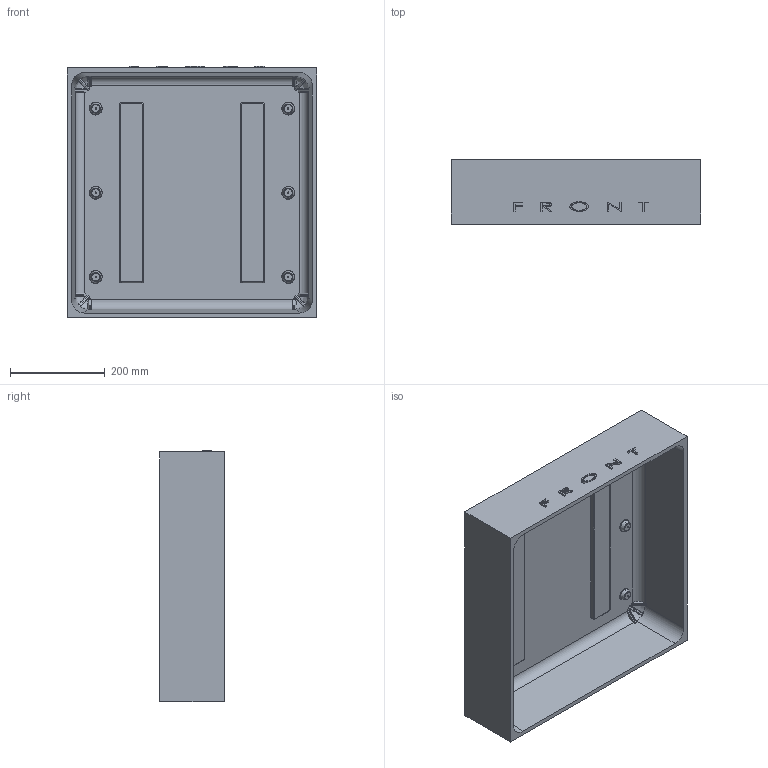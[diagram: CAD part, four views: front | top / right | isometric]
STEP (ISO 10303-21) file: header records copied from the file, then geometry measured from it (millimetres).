
FILE_DESCRIPTION (( 'STEP AP203' ), '1' );
FILE_NAME ('cube 20 lid- 0350 -931-110 REV PR.STEP', '2005-05-05T21:07:47', ( ' ' ), ( ' ' ), 'SwSTEP 2.0', 'SolidWorks 2004286', '' );
FILE_SCHEMA (( 'CONFIG_CONTROL_DESIGN' ));
Length unit declared in the file: inch
Products named in the file (1): cube 20 lid- 0350 -931-110 REV PR
Bounding box: 527.03 x 136.53 x 530.21 mm (x, y, z)
Volume: 6893586.3 mm3; surface area: 1082394.7 mm2
Topology: 1 solids, 1 shells, 251 faces, 664 edges, 425 vertices
Faces by surface type: plane 113, bspline 66, cylinder 48, cone 24
Entity records: 15602 total; most frequent: CARTESIAN_POINT 10130, ORIENTED_EDGE 1304, DIRECTION 845, EDGE_CURVE 652, VERTEX_POINT 425, VECTOR 349, LINE 349, EDGE_LOOP 273
